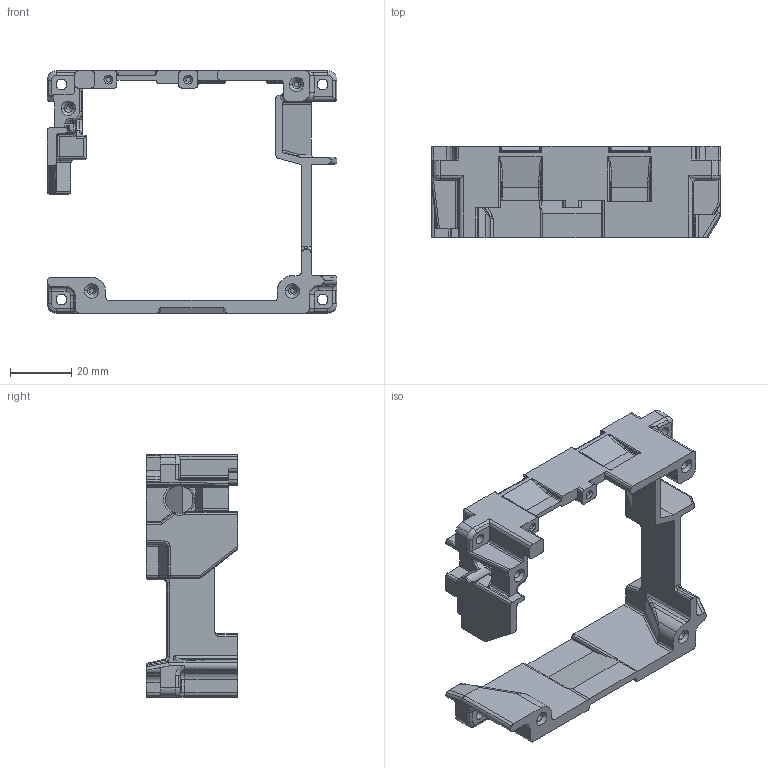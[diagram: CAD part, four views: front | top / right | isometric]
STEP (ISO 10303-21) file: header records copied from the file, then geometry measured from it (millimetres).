
FILE_DESCRIPTION(('STEP AP214'),'1');
FILE_NAME('frame.stp','2025-12-31T20:45:52',(' '),(' '),'Spatial InterOp 3D',' ',' ');
FILE_SCHEMA(('AUTOMOTIVE_DESIGN { 1 0 10303 214 1 1 1 1 }'));
Length unit declared in the file: millimetre
Products named in the file (1): frame
Bounding box: 94.4 x 29.68 x 78.9 mm (x, y, z)
Volume: 29604.6 mm3; surface area: 20281.5 mm2
Topology: 1 solids, 1 shells, 785 faces, 2084 edges, 1282 vertices
Faces by surface type: cylinder 492, plane 162, bspline 60, torus 44, cone 22, sphere 3, extrusion 2
Entity records: 47240 total; most frequent: CARTESIAN_POINT 27803, DIRECTION 4164, ORIENTED_EDGE 4118, EDGE_CURVE 2059, AXIS2_PLACEMENT_3D 1608, VERTEX_POINT 1282, VECTOR 948, LINE 946
